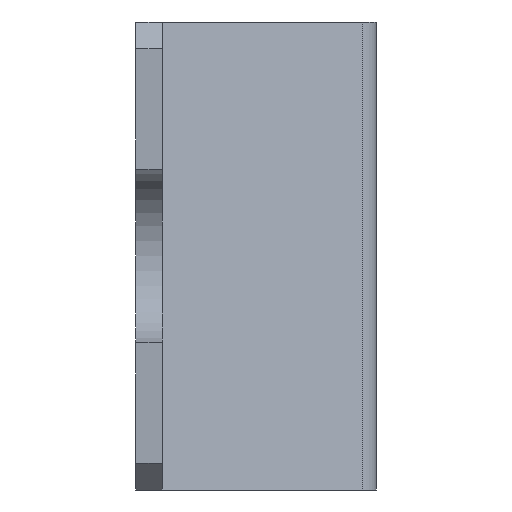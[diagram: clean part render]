
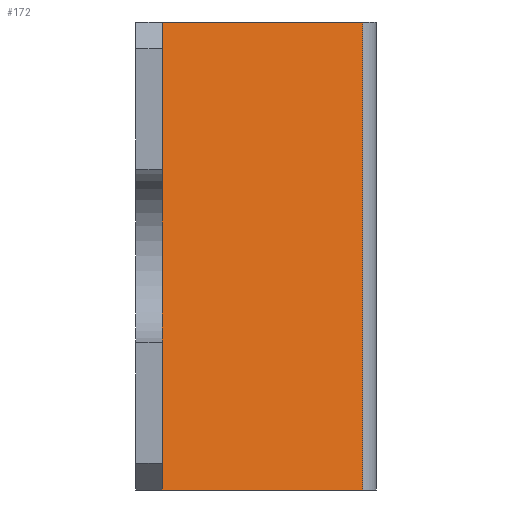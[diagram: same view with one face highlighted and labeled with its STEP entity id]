
A CAD part, left-side view. The second image highlights one B-rep face of the part: STEP entity #172.
In plain terms, the highlighted planar face has unit normal (-0.876, -0.483, 0).
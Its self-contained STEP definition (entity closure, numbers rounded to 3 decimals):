
#28 = VERTEX_POINT ( 'NONE', #366 ) ;
#30 = ORIENTED_EDGE ( 'NONE', *, *, #82, .T. ) ;
#80 = VERTEX_POINT ( 'NONE', #310 ) ;
#82 = EDGE_CURVE ( 'NONE', #83, #80, #303, .T. ) ;
#83 = VERTEX_POINT ( 'NONE', #299 ) ;
#172 = ADVANCED_FACE ( 'NONE', ( #528 ), #527, .F. ) ;
#173 = EDGE_LOOP ( 'NONE', ( #201, #204, #192, #30 ) ) ;
#191 = EDGE_CURVE ( 'NONE', #28, #203, #640, .T. ) ;
#192 = ORIENTED_EDGE ( 'NONE', *, *, #193, .F. ) ;
#193 = EDGE_CURVE ( 'NONE', #83, #28, #667, .T. ) ;
#201 = ORIENTED_EDGE ( 'NONE', *, *, #202, .T. ) ;
#202 = EDGE_CURVE ( 'NONE', #80, #203, #607, .T. ) ;
#203 = VERTEX_POINT ( 'NONE', #634 ) ;
#204 = ORIENTED_EDGE ( 'NONE', *, *, #191, .F. ) ;
#299 = CARTESIAN_POINT ( 'NONE',  ( 18., -2., 17.5 ) ) ;
#300 = DIRECTION ( 'NONE',  ( 0., 0., -1. ) ) ;
#301 = VECTOR ( 'NONE', #300, 1000. ) ;
#302 = CARTESIAN_POINT ( 'NONE',  ( 18., -2., 17.5 ) ) ;
#303 = LINE ( 'NONE', #302, #301 ) ;
#310 = CARTESIAN_POINT ( 'NONE',  ( 18., -2., -17.5 ) ) ;
#366 = CARTESIAN_POINT ( 'NONE',  ( 26.248, -16.965, 17.5 ) ) ;
#523 = DIRECTION ( 'NONE',  ( -0.483, 0.876, 0. ) ) ;
#524 = DIRECTION ( 'NONE',  ( 0.876, 0.483, 0. ) ) ;
#525 = CARTESIAN_POINT ( 'NONE',  ( 26.248, -16.965, 17.5 ) ) ;
#526 = AXIS2_PLACEMENT_3D ( 'NONE', #525, #524, #523 ) ;
#527 = PLANE ( 'NONE',  #526 ) ;
#528 = FACE_OUTER_BOUND ( 'NONE', #173, .T. ) ;
#607 = LINE ( 'NONE', #712, #711 ) ;
#634 = CARTESIAN_POINT ( 'NONE',  ( 26.248, -16.965, -17.5 ) ) ;
#635 = DIRECTION ( 'NONE',  ( 0.483, -0.876, 0. ) ) ;
#638 = DIRECTION ( 'NONE',  ( 0., 0., -1. ) ) ;
#639 = CARTESIAN_POINT ( 'NONE',  ( 26.248, -16.965, 17.5 ) ) ;
#640 = LINE ( 'NONE', #639, #668 ) ;
#666 = CARTESIAN_POINT ( 'NONE',  ( 26.248, -16.965, 17.5 ) ) ;
#667 = LINE ( 'NONE', #666, #670 ) ;
#668 = VECTOR ( 'NONE', #638, 1000. ) ;
#669 = DIRECTION ( 'NONE',  ( 0.483, -0.876, 0. ) ) ;
#670 = VECTOR ( 'NONE', #669, 1000. ) ;
#711 = VECTOR ( 'NONE', #635, 1000. ) ;
#712 = CARTESIAN_POINT ( 'NONE',  ( 26.248, -16.965, -17.5 ) ) ;
